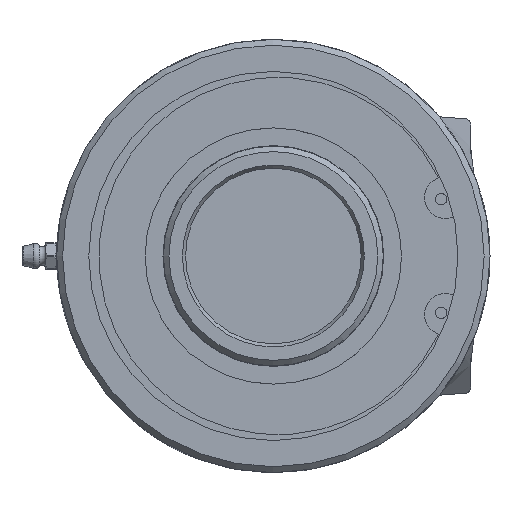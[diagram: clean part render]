
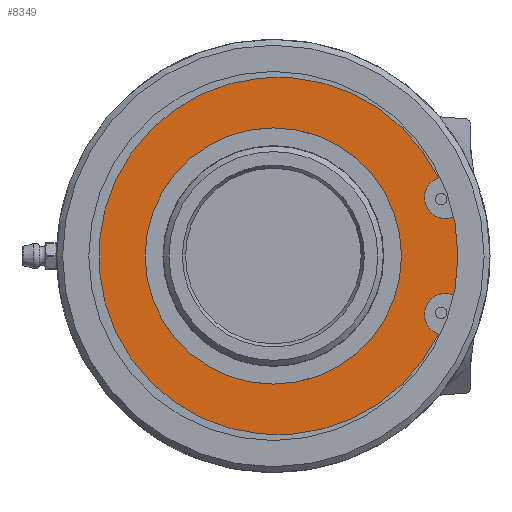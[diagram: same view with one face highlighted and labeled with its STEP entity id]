
A CAD part, left-side view. The second image highlights one B-rep face of the part: STEP entity #8349.
In plain terms, the highlighted planar face has unit normal (-1, 0, 0).
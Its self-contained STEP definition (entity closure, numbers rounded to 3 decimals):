
#340=FACE_BOUND('',#2728,.T.);
#399=LINE('',#10692,#809);
#404=LINE('',#10712,#814);
#809=VECTOR('',#9000,10.);
#814=VECTOR('',#9019,10.);
#1389=CIRCLE('',#8434,5.682);
#1395=CIRCLE('',#8445,5.682);
#1397=CIRCLE('',#8448,48.478);
#1427=CIRCLE('',#8495,34.75);
#1428=CIRCLE('',#8496,34.75);
#1648=CIRCLE('',#8902,53.8);
#1798=PLANE('',#8901);
#2219=FACE_OUTER_BOUND('',#2727,.T.);
#2727=EDGE_LOOP('',(#7591,#7592,#7593,#7594,#7595,#7596));
#2728=EDGE_LOOP('',(#7597,#7598));
#3284=VERTEX_POINT('',#10678);
#3285=VERTEX_POINT('',#10680);
#3288=VERTEX_POINT('',#10690);
#3295=VERTEX_POINT('',#10709);
#3296=VERTEX_POINT('',#10711);
#3299=VERTEX_POINT('',#10721);
#3332=VERTEX_POINT('',#10840);
#3333=VERTEX_POINT('',#10841);
#4120=EDGE_CURVE('',#3285,#3284,#1389,.T.);
#4125=EDGE_CURVE('',#3284,#3288,#399,.T.);
#4134=EDGE_CURVE('',#3296,#3295,#404,.T.);
#4139=EDGE_CURVE('',#3295,#3299,#1395,.T.);
#4141=EDGE_CURVE('',#3299,#3285,#1397,.T.);
#4190=EDGE_CURVE('',#3332,#3333,#1427,.T.);
#4191=EDGE_CURVE('',#3333,#3332,#1428,.T.);
#5250=EDGE_CURVE('',#3288,#3296,#1648,.T.);
#7591=ORIENTED_EDGE('',*,*,#4125,.T.);
#7592=ORIENTED_EDGE('',*,*,#5250,.T.);
#7593=ORIENTED_EDGE('',*,*,#4134,.T.);
#7594=ORIENTED_EDGE('',*,*,#4139,.T.);
#7595=ORIENTED_EDGE('',*,*,#4141,.T.);
#7596=ORIENTED_EDGE('',*,*,#4120,.T.);
#7597=ORIENTED_EDGE('',*,*,#4190,.T.);
#7598=ORIENTED_EDGE('',*,*,#4191,.T.);
#8349=ADVANCED_FACE('',(#2219,#340),#1798,.F.);
#8434=AXIS2_PLACEMENT_3D('',#10681,#8993,#8994);
#8445=AXIS2_PLACEMENT_3D('',#10723,#9026,#9027);
#8448=AXIS2_PLACEMENT_3D('',#10726,#9032,#9033);
#8495=AXIS2_PLACEMENT_3D('',#10842,#9137,#9138);
#8496=AXIS2_PLACEMENT_3D('',#10843,#9139,#9140);
#8901=AXIS2_PLACEMENT_3D('',#20995,#10321,#10322);
#8902=AXIS2_PLACEMENT_3D('',#20996,#10323,#10324);
#8993=DIRECTION('center_axis',(1.,0.,0.));
#8994=DIRECTION('ref_axis',(0.,-0.335,0.942));
#9000=DIRECTION('',(0.,-0.96,-0.281));
#9019=DIRECTION('',(0.,0.96,-0.281));
#9026=DIRECTION('center_axis',(1.,0.,0.));
#9027=DIRECTION('ref_axis',(0.,0.335,0.942));
#9032=DIRECTION('center_axis',(-1.,0.,0.));
#9033=DIRECTION('ref_axis',(0.,1.,0.));
#9137=DIRECTION('center_axis',(1.,0.,0.));
#9138=DIRECTION('ref_axis',(0.,1.,0.));
#9139=DIRECTION('center_axis',(1.,0.,0.));
#9140=DIRECTION('ref_axis',(0.,1.,0.));
#10321=DIRECTION('center_axis',(1.,0.,0.));
#10322=DIRECTION('ref_axis',(0.,0.,-1.));
#10323=DIRECTION('center_axis',(-1.,0.,0.));
#10324=DIRECTION('ref_axis',(0.,1.,0.));
#10678=CARTESIAN_POINT('',(10.375,-48.558,-10.495));
#10680=CARTESIAN_POINT('',(10.375,-44.751,-21.202));
#10681=CARTESIAN_POINT('Origin',(10.375,-46.655,-15.848));
#10690=CARTESIAN_POINT('',(10.375,-52.522,-11.656));
#10692=CARTESIAN_POINT('',(10.375,-14.375,-0.486));
#10709=CARTESIAN_POINT('',(10.375,-48.558,10.495));
#10711=CARTESIAN_POINT('',(10.375,-52.522,11.656));
#10712=CARTESIAN_POINT('',(10.375,-12.393,-0.094));
#10721=CARTESIAN_POINT('',(10.375,-44.751,21.202));
#10723=CARTESIAN_POINT('Origin',(10.375,-46.655,15.848));
#10726=CARTESIAN_POINT('Origin',(10.375,-1.155,0.));
#10840=CARTESIAN_POINT('',(10.375,34.75,0.));
#10841=CARTESIAN_POINT('',(10.375,-34.75,0.));
#10842=CARTESIAN_POINT('Origin',(10.375,0.,0.));
#10843=CARTESIAN_POINT('Origin',(10.375,0.,0.));
#20995=CARTESIAN_POINT('Origin',(10.375,26.9,0.));
#20996=CARTESIAN_POINT('Origin',(10.375,0.,0.));
